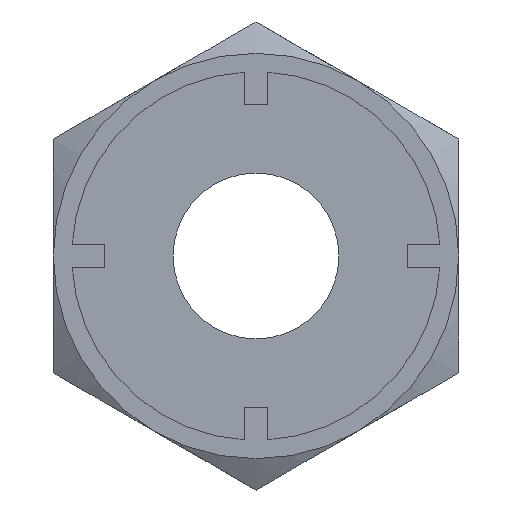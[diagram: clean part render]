
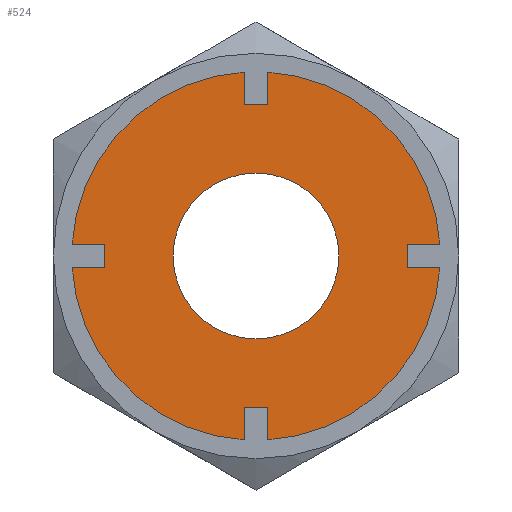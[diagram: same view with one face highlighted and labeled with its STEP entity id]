
A CAD part, left-side view. The second image highlights one B-rep face of the part: STEP entity #524.
In plain terms, the highlighted planar face has unit normal (-1, 0, 0).
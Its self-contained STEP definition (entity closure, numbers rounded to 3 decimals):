
#236=EDGE_CURVE('',#358,#560,#646,.T.);
#238=EDGE_CURVE('',#514,#548,#648,.T.);
#320=EDGE_CURVE('',#560,#338,#740,.T.);
#330=EDGE_CURVE('',#460,#494,#750,.T.);
#334=EDGE_CURVE('',#548,#460,#754,.T.);
#338=VERTEX_POINT('',#758);
#340=EDGE_CURVE('',#488,#494,#760,.T.);
#350=EDGE_CURVE('',#408,#356,#770,.T.);
#356=VERTEX_POINT('',#776);
#358=VERTEX_POINT('',#778);
#360=EDGE_CURVE('',#488,#358,#780,.T.);
#368=VERTEX_POINT('',#788);
#390=EDGE_CURVE('',#546,#432,#813,.T.);
#400=EDGE_CURVE('',#610,#368,#825,.T.);
#408=VERTEX_POINT('',#834);
#410=EDGE_CURVE('',#530,#338,#836,.T.);
#432=VERTEX_POINT('',#861);
#436=VERTEX_POINT('',#866);
#456=EDGE_CURVE('',#436,#508,#890,.T.);
#460=VERTEX_POINT('',#894);
#462=EDGE_CURVE('',#546,#590,#896,.T.);
#478=EDGE_CURVE('',#514,#356,#912,.T.);
#488=VERTEX_POINT('',#922);
#494=VERTEX_POINT('',#929);
#500=EDGE_CURVE('',#368,#610,#935,.T.);
#508=VERTEX_POINT('',#944);
#510=EDGE_CURVE('',#590,#408,#946,.T.);
#514=VERTEX_POINT('',#950);
#524=ADVANCED_FACE('',(#961,#962),#963,.T.);
#530=VERTEX_POINT('',#969);
#546=VERTEX_POINT('',#988);
#548=VERTEX_POINT('',#990);
#560=VERTEX_POINT('',#1002);
#570=EDGE_CURVE('',#508,#432,#1014,.T.);
#574=EDGE_CURVE('',#530,#436,#1019,.T.);
#590=VERTEX_POINT('',#1040);
#610=VERTEX_POINT('',#1060);
#646=LINE('',#1105,#1106);
#648=LINE('',#1109,#1110);
#740=LINE('',#1260,#1261);
#750=LINE('',#1285,#1286);
#754=LINE('',#1291,#1292);
#758=CARTESIAN_POINT('',(-19.,-0.65,-9.979));
#760=CIRCLE('',#1299,10.0);
#770=LINE('',#1315,#1316);
#776=CARTESIAN_POINT('',(-19.,0.65,9.979));
#778=CARTESIAN_POINT('',(-19.0,0.65,-8.2));
#780=LINE('',#1328,#1329);
#788=CARTESIAN_POINT('',(-19.,0.,4.5));
#813=CIRCLE('',#1390,10.0);
#825=CIRCLE('',#1404,4.5);
#834=CARTESIAN_POINT('',(-19.0,0.65,8.2));
#836=CIRCLE('',#1428,10.0);
#861=CARTESIAN_POINT('',(-19.,-9.979,0.65));
#866=CARTESIAN_POINT('',(-19.0,-8.2,-0.65));
#890=LINE('',#1545,#1546);
#894=CARTESIAN_POINT('',(-19.0,8.2,-0.65));
#896=LINE('',#1563,#1564);
#912=CIRCLE('',#1601,10.0);
#922=CARTESIAN_POINT('',(-19.,0.65,-9.979));
#929=CARTESIAN_POINT('',(-19.,9.979,-0.65));
#935=CIRCLE('',#1647,4.5);
#944=CARTESIAN_POINT('',(-19.0,-8.2,0.65));
#946=LINE('',#1660,#1661);
#950=CARTESIAN_POINT('',(-19.,9.979,0.65));
#961=FACE_BOUND('',#1688,.T.);
#962=FACE_OUTER_BOUND('',#1689,.T.);
#963=PLANE('',#1690);
#969=CARTESIAN_POINT('',(-19.,-9.979,-0.65));
#988=CARTESIAN_POINT('',(-19.,-0.65,9.979));
#990=CARTESIAN_POINT('',(-19.0,8.2,0.65));
#1002=CARTESIAN_POINT('',(-19.0,-0.65,-8.2));
#1014=LINE('',#1774,#1775);
#1019=LINE('',#1781,#1782);
#1040=CARTESIAN_POINT('',(-19.0,-0.65,8.2));
#1060=CARTESIAN_POINT('',(-19.,0.,-4.5));
#1105=CARTESIAN_POINT('',(-19.,3.425,-8.2));
#1106=VECTOR('',#1879,1.0);
#1109=CARTESIAN_POINT('',(-19.,7.85,0.65));
#1110=VECTOR('',#1880,1.0);
#1260=CARTESIAN_POINT('',(-19.,-0.65,-5.0));
#1261=VECTOR('',#1990,1.0);
#1285=CARTESIAN_POINT('',(-19.,8.75,-0.65));
#1286=VECTOR('',#1995,1.0);
#1291=CARTESIAN_POINT('',(-19.,8.2,-0.325));
#1292=VECTOR('',#1996,1.0);
#1299=AXIS2_PLACEMENT_3D('',#1997,#1998,#1999);
#1315=CARTESIAN_POINT('',(-19.,0.65,5.));
#1316=VECTOR('',#2005,1.0);
#1328=CARTESIAN_POINT('',(-19.,0.65,-4.1));
#1329=VECTOR('',#2009,1.0);
#1390=AXIS2_PLACEMENT_3D('',#2044,#2045,#2046);
#1404=AXIS2_PLACEMENT_3D('',#2065,#2066,#2067);
#1428=AXIS2_PLACEMENT_3D('',#2077,#2078,#2079);
#1545=CARTESIAN_POINT('',(-19.,-8.2,0.325));
#1546=VECTOR('',#2158,1.0);
#1563=CARTESIAN_POINT('',(-19.,-0.65,4.1));
#1564=VECTOR('',#2159,1.0);
#1601=AXIS2_PLACEMENT_3D('',#2165,#2166,#2167);
#1647=AXIS2_PLACEMENT_3D('',#2177,#2178,#2179);
#1660=CARTESIAN_POINT('',(-19.,4.075,8.2));
#1661=VECTOR('',#2191,1.0);
#1688=EDGE_LOOP('',(#2202,#2203));
#1689=EDGE_LOOP('',(#2204,#2205,#2206,#2207,#2208,#2209,#2210,#2211,#2212,#2213,#2214,#2215,#2216,#2217,#2218,#2219));
#1690=AXIS2_PLACEMENT_3D('',#2220,#2221,#2222);
#1774=CARTESIAN_POINT('',(-19.,-1.25,0.65));
#1775=VECTOR('',#2283,1.0);
#1781=CARTESIAN_POINT('',(-19.,-0.35,-0.65));
#1782=VECTOR('',#2292,1.0);
#1879=DIRECTION('',(0.0,-1.0,0.0));
#1880=DIRECTION('',(0.0,-1.0,0.0));
#1990=DIRECTION('',(0.0,0.0,-1.0));
#1995=DIRECTION('',(0.0,1.0,0.0));
#1996=DIRECTION('',(0.0,0.0,-1.0));
#1997=CARTESIAN_POINT('',(-19.,0.,0.));
#1998=DIRECTION('',(1.0,0.0,-0.0));
#1999=DIRECTION('',(0.0,1.0,0.));
#2005=DIRECTION('',(0.0,0.0,1.0));
#2009=DIRECTION('',(0.0,0.0,1.0));
#2044=CARTESIAN_POINT('',(-19.,0.,0.));
#2045=DIRECTION('',(1.0,0.0,-0.0));
#2046=DIRECTION('',(0.0,1.0,0.));
#2065=CARTESIAN_POINT('',(-19.,0.,0.));
#2066=DIRECTION('',(-1.0,0.0,0.0));
#2067=DIRECTION('',(0.0,0.,1.0));
#2077=CARTESIAN_POINT('',(-19.,0.,0.));
#2078=DIRECTION('',(1.0,0.0,-0.0));
#2079=DIRECTION('',(0.0,1.0,0.));
#2158=DIRECTION('',(0.0,0.0,1.0));
#2159=DIRECTION('',(0.0,0.0,-1.0));
#2165=CARTESIAN_POINT('',(-19.,0.,0.));
#2166=DIRECTION('',(1.0,0.0,-0.0));
#2167=DIRECTION('',(0.0,1.0,0.));
#2177=CARTESIAN_POINT('',(-19.,0.,0.));
#2178=DIRECTION('',(-1.0,0.0,0.0));
#2179=DIRECTION('',(0.0,0.,1.0));
#2191=DIRECTION('',(0.0,1.0,0.0));
#2202=ORIENTED_EDGE('',*,*,#400,.F.);
#2203=ORIENTED_EDGE('',*,*,#500,.F.);
#2204=ORIENTED_EDGE('',*,*,#462,.T.);
#2205=ORIENTED_EDGE('',*,*,#510,.T.);
#2206=ORIENTED_EDGE('',*,*,#350,.T.);
#2207=ORIENTED_EDGE('',*,*,#478,.F.);
#2208=ORIENTED_EDGE('',*,*,#238,.T.);
#2209=ORIENTED_EDGE('',*,*,#334,.T.);
#2210=ORIENTED_EDGE('',*,*,#330,.T.);
#2211=ORIENTED_EDGE('',*,*,#340,.F.);
#2212=ORIENTED_EDGE('',*,*,#360,.T.);
#2213=ORIENTED_EDGE('',*,*,#236,.T.);
#2214=ORIENTED_EDGE('',*,*,#320,.T.);
#2215=ORIENTED_EDGE('',*,*,#410,.F.);
#2216=ORIENTED_EDGE('',*,*,#574,.T.);
#2217=ORIENTED_EDGE('',*,*,#456,.T.);
#2218=ORIENTED_EDGE('',*,*,#570,.T.);
#2219=ORIENTED_EDGE('',*,*,#390,.F.);
#2220=CARTESIAN_POINT('',(-19.,7.5,0.));
#2221=DIRECTION('',(-1.0,0.0,0.0));
#2222=DIRECTION('',(0.0,-1.0,0.));
#2283=DIRECTION('',(0.0,-1.0,0.0));
#2292=DIRECTION('',(0.0,1.0,0.0));
